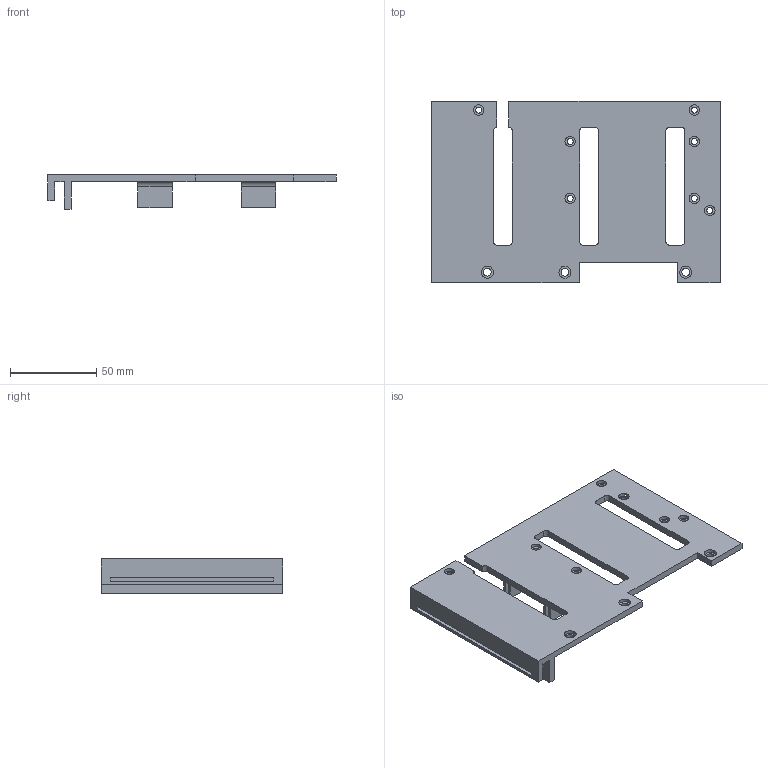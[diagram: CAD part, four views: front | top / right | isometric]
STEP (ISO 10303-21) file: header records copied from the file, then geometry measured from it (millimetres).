
FILE_DESCRIPTION(/* description */ ('','CAx-IF Rec.Pracs.---Representation and Presentation of Product Manufacturing Information (PMI)---4.0---2014-10-13'),/* implementation_level */ '2;1');
FILE_NAME(/* name */ 'wall1.step',/* time_stamp */ '2025-01-30T15:55:20-06:00',/* author */ (''),/* organization */ (''),/* preprocessor_version */ 'ST-DEVELOPER v20',/* originating_system */ 'Autodesk Translation Framework v13.20.0.188',/* authorisation */ '');
FILE_SCHEMA (('AP242_MANAGED_MODEL_BASED_3D_ENGINEERING_MIM_LF { 1 0 10303 442 1 1 4 }'));
Length unit declared in the file: millimetre
Products named in the file (1): wall1
Bounding box: 167.2 x 105 x 20 mm (x, y, z)
Volume: 70895.2 mm3; surface area: 45368.9 mm2
Topology: 1 solids, 1 shells, 144 faces, 366 edges, 244 vertices
Faces by surface type: plane 104, cylinder 40
Full cylindrical faces by diameter (mm): 3.5 x7, 4.472 x1, 4.5 x2, 6 x7, 7 x3
Entity records: 4421 total; most frequent: CARTESIAN_POINT 755, DIRECTION 738, ORIENTED_EDGE 732, EDGE_CURVE 366, LINE 284, VECTOR 284, VERTEX_POINT 244, AXIS2_PLACEMENT_3D 227
